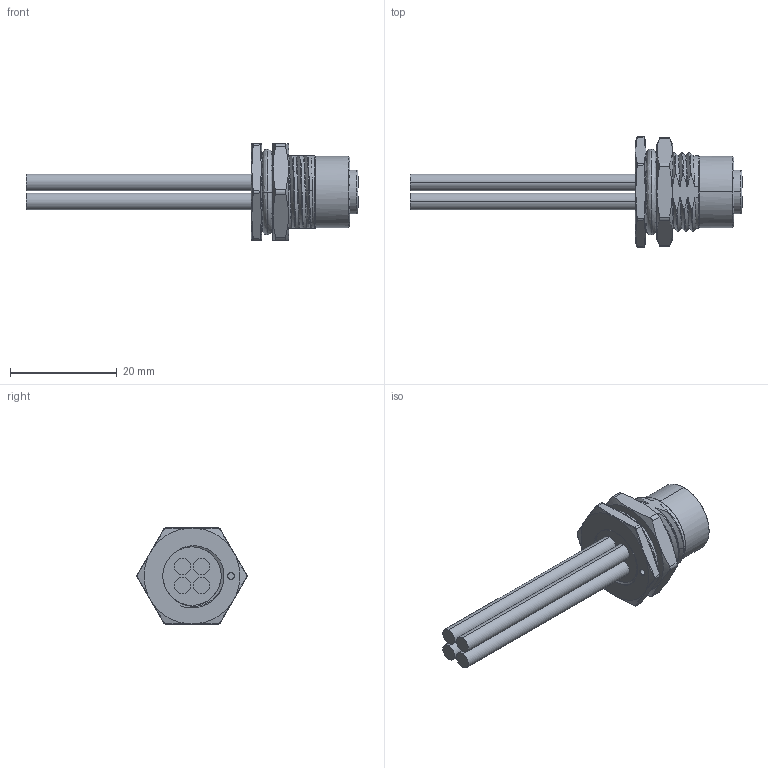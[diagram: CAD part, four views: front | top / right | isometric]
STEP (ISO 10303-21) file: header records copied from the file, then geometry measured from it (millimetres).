
FILE_DESCRIPTION (( 'STEP AP214' ), '1' );
FILE_NAME ('REC-M124TF-PG9F-L_3D.step', '2024-11-11T16:31:42', ( '' ), ( '' ), 'SwSTEP 2.0', 'SolidWorks 2022', '' );
FILE_SCHEMA (( 'AUTOMOTIVE_DESIGN' ));
Length unit declared in the file: inch
Products named in the file (1): REC-M124TF-PG9F-L_3D
Bounding box: 62.2 x 20.63 x 18 mm (x, y, z)
Volume: 4087.3 mm3; surface area: 5671.2 mm2
Topology: 1 solids, 1 shells, 505 faces, 1340 edges, 849 vertices
Faces by surface type: bspline 160, cylinder 155, plane 155, cone 33, torus 2
Entity records: 44035 total; most frequent: CARTESIAN_POINT 27605, ORIENTED_EDGE 2680, DIRECTION 1777, EDGE_CURVE 1340, VERTEX_POINT 849, AXIS2_PLACEMENT_3D 631, EDGE_LOOP 529, B_SPLINE_CURVE_WITH_KNOTS 520
